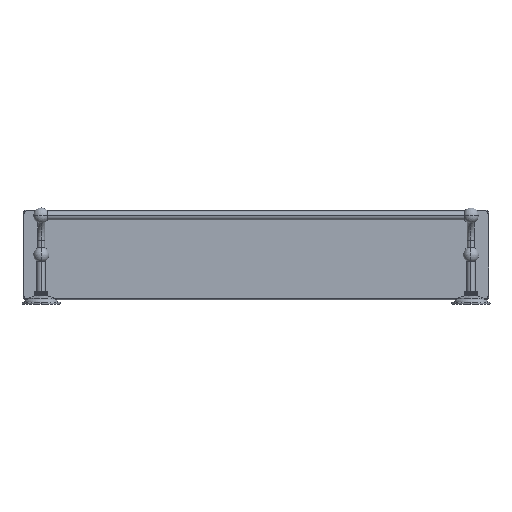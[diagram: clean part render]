
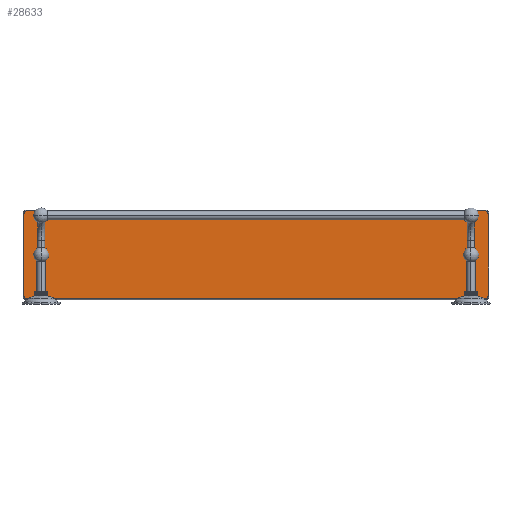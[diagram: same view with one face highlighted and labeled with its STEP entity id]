
A CAD part, front view. The second image highlights one B-rep face of the part: STEP entity #28633.
In plain terms, the highlighted planar face has unit normal (0, -1, 0).
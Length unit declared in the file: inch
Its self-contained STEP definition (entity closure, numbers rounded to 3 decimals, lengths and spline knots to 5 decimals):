
#3341=CARTESIAN_POINT('',(12.813,1.239,0.443));
#3342=DIRECTION('',(0.,1.,0.));
#3343=DIRECTION('',(1.,0.,0.));
#3344=AXIS2_PLACEMENT_3D('',#3341,#3342,#3343);
#3346=DIRECTION('',(-1.,0.,0.));
#3347=VECTOR('',#3346,25.626);
#3348=CARTESIAN_POINT('',(12.813,1.239,0.30392));
#3349=LINE('',#3348,#3347);
#3350=CARTESIAN_POINT('',(-12.813,1.239,0.443));
#3351=DIRECTION('',(0.,1.,0.));
#3352=DIRECTION('',(0.,0.,-1.));
#3353=AXIS2_PLACEMENT_3D('',#3350,#3351,#3352);
#3355=DIRECTION('',(0.,0.,1.));
#3356=VECTOR('',#3355,4.626);
#3357=CARTESIAN_POINT('',(-12.95208,1.239,0.443));
#3358=LINE('',#3357,#3356);
#3359=CARTESIAN_POINT('',(-12.813,1.239,5.069));
#3360=DIRECTION('',(0.,1.,0.));
#3361=DIRECTION('',(-1.,0.,0.));
#3362=AXIS2_PLACEMENT_3D('',#3359,#3360,#3361);
#3364=DIRECTION('',(1.,0.,0.));
#3365=VECTOR('',#3364,25.626);
#3366=CARTESIAN_POINT('',(-12.813,1.239,5.20808));
#3367=LINE('',#3366,#3365);
#3368=CARTESIAN_POINT('',(12.813,1.239,5.069));
#3369=DIRECTION('',(0.,1.,0.));
#3370=DIRECTION('',(0.,0.,1.));
#3371=AXIS2_PLACEMENT_3D('',#3368,#3369,#3370);
#3373=DIRECTION('',(0.,0.,-1.));
#3374=VECTOR('',#3373,4.626);
#3375=CARTESIAN_POINT('',(12.95208,1.239,5.069));
#3376=LINE('',#3375,#3374);
#3417=CARTESIAN_POINT('',(12.,1.239,2.756));
#3418=DIRECTION('',(0.,1.,0.));
#3419=DIRECTION('',(0.,0.,1.));
#3420=AXIS2_PLACEMENT_3D('',#3417,#3418,#3419);
#3427=CARTESIAN_POINT('',(12.,1.239,2.756));
#3428=DIRECTION('',(0.,1.,0.));
#3429=DIRECTION('',(0.,0.,-1.));
#3430=AXIS2_PLACEMENT_3D('',#3427,#3428,#3429);
#11460=CARTESIAN_POINT('',(-12.,1.239,2.756));
#11461=DIRECTION('',(0.,1.,0.));
#11462=DIRECTION('',(0.,0.,1.));
#11463=AXIS2_PLACEMENT_3D('',#11460,#11461,#11462);
#11470=CARTESIAN_POINT('',(-12.,1.239,2.756));
#11471=DIRECTION('',(0.,1.,0.));
#11472=DIRECTION('',(0.,0.,-1.));
#11473=AXIS2_PLACEMENT_3D('',#11470,#11471,#11472);
#23740=CARTESIAN_POINT('',(12.95208,1.239,0.443));
#23741=CARTESIAN_POINT('',(12.813,1.239,0.30392));
#23742=VERTEX_POINT('',#23740);
#23743=VERTEX_POINT('',#23741);
#23744=CARTESIAN_POINT('',(-12.813,1.239,0.30392));
#23745=VERTEX_POINT('',#23744);
#23746=CARTESIAN_POINT('',(-12.95208,1.239,0.443));
#23747=VERTEX_POINT('',#23746);
#23748=CARTESIAN_POINT('',(-12.95208,1.239,5.069));
#23749=VERTEX_POINT('',#23748);
#23750=CARTESIAN_POINT('',(-12.813,1.239,5.20808));
#23751=VERTEX_POINT('',#23750);
#23752=CARTESIAN_POINT('',(12.813,1.239,5.20808));
#23753=VERTEX_POINT('',#23752);
#23754=CARTESIAN_POINT('',(12.95208,1.239,5.069));
#23755=VERTEX_POINT('',#23754);
#25404=CARTESIAN_POINT('',(-12.,1.239,2.8635));
#25405=CARTESIAN_POINT('',(-12.,1.239,2.6485));
#25406=VERTEX_POINT('',#25404);
#25407=VERTEX_POINT('',#25405);
#25408=CARTESIAN_POINT('',(12.,1.239,2.8635));
#25409=CARTESIAN_POINT('',(12.,1.239,2.6485));
#25410=VERTEX_POINT('',#25408);
#25411=VERTEX_POINT('',#25409);
#28599=CARTESIAN_POINT('',(0.,1.239,2.756));
#28600=DIRECTION('',(0.,1.,0.));
#28601=DIRECTION('',(1.,0.,0.));
#28602=AXIS2_PLACEMENT_3D('',#28599,#28600,#28601);
#28603=PLANE('',#28602);
#28604=ORIENTED_EDGE('',*,*,#28589,.T.);
#28606=ORIENTED_EDGE('',*,*,#28605,.T.);
#28608=ORIENTED_EDGE('',*,*,#28607,.T.);
#28610=ORIENTED_EDGE('',*,*,#28609,.T.);
#28612=ORIENTED_EDGE('',*,*,#28611,.T.);
#28614=ORIENTED_EDGE('',*,*,#28613,.T.);
#28616=ORIENTED_EDGE('',*,*,#28615,.T.);
#28618=ORIENTED_EDGE('',*,*,#28617,.T.);
#28619=EDGE_LOOP('',(#28604,#28606,#28608,#28610,#28612,#28614,#28616,#28618));
#28620=FACE_OUTER_BOUND('',#28619,.F.);
#28622=ORIENTED_EDGE('',*,*,#28621,.F.);
#28624=ORIENTED_EDGE('',*,*,#28623,.F.);
#28625=EDGE_LOOP('',(#28622,#28624));
#28626=FACE_BOUND('',#28625,.F.);
#28628=ORIENTED_EDGE('',*,*,#28627,.F.);
#28630=ORIENTED_EDGE('',*,*,#28629,.F.);
#28631=EDGE_LOOP('',(#28628,#28630));
#28632=FACE_BOUND('',#28631,.F.);
#28633=ADVANCED_FACE('',(#28620,#28626,#28632),#28603,.F.);
#3345=CIRCLE('',#3344,0.13908);
#3354=CIRCLE('',#3353,0.13908);
#3363=CIRCLE('',#3362,0.13908);
#3372=CIRCLE('',#3371,0.13908);
#3421=CIRCLE('',#3420,0.1075);
#3431=CIRCLE('',#3430,0.1075);
#11464=CIRCLE('',#11463,0.1075);
#11474=CIRCLE('',#11473,0.1075);
#28589=EDGE_CURVE('',#23742,#23743,#3345,.T.);
#28605=EDGE_CURVE('',#23743,#23745,#3349,.T.);
#28607=EDGE_CURVE('',#23745,#23747,#3354,.T.);
#28609=EDGE_CURVE('',#23747,#23749,#3358,.T.);
#28611=EDGE_CURVE('',#23749,#23751,#3363,.T.);
#28613=EDGE_CURVE('',#23751,#23753,#3367,.T.);
#28615=EDGE_CURVE('',#23753,#23755,#3372,.T.);
#28617=EDGE_CURVE('',#23755,#23742,#3376,.T.);
#28621=EDGE_CURVE('',#25410,#25411,#3421,.T.);
#28623=EDGE_CURVE('',#25411,#25410,#3431,.T.);
#28627=EDGE_CURVE('',#25406,#25407,#11464,.T.);
#28629=EDGE_CURVE('',#25407,#25406,#11474,.T.);
